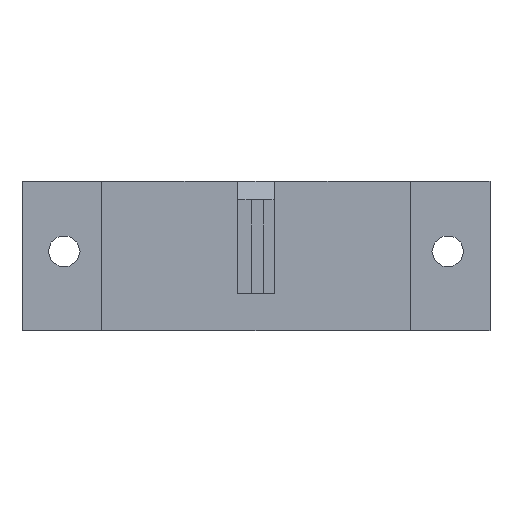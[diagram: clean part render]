
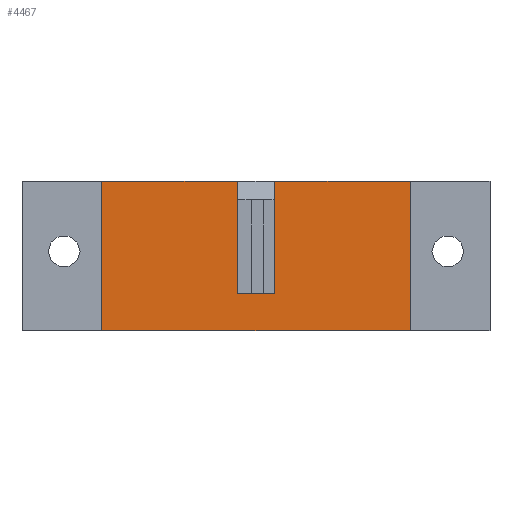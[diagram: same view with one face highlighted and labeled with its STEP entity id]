
A CAD part, front view. The second image highlights one B-rep face of the part: STEP entity #4467.
In plain terms, the highlighted planar face has unit normal (0, -1, 0).
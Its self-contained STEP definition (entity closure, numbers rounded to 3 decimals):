
#1547 = PLANE('',#1548);
#1548 = AXIS2_PLACEMENT_3D('',#1549,#1550,#1551);
#1549 = CARTESIAN_POINT('',(-41.5,0.,-1.));
#1550 = DIRECTION('',(1.,0.,0.));
#1551 = DIRECTION('',(0.,0.,1.));
#2139 = PLANE('',#2140);
#2140 = AXIS2_PLACEMENT_3D('',#2141,#2142,#2143);
#2141 = CARTESIAN_POINT('',(-41.5,0.,-1.));
#2142 = DIRECTION('',(0.,0.,1.));
#2143 = DIRECTION('',(1.,0.,0.));
#2177 = VERTEX_POINT('',#2178);
#2178 = CARTESIAN_POINT('',(-41.5,0.,15.));
#2194 = PLANE('',#2195);
#2195 = AXIS2_PLACEMENT_3D('',#2196,#2197,#2198);
#2196 = CARTESIAN_POINT('',(-41.5,0.,15.));
#2197 = DIRECTION('',(0.,0.,1.));
#2198 = DIRECTION('',(1.,0.,0.));
#2206 = EDGE_CURVE('',#2207,#2177,#2209,.T.);
#2207 = VERTEX_POINT('',#2208);
#2208 = CARTESIAN_POINT('',(-41.5,0.,-1.));
#2209 = SURFACE_CURVE('',#2210,(#2214,#2221),.PCURVE_S1.);
#2210 = LINE('',#2211,#2212);
#2211 = CARTESIAN_POINT('',(-41.5,0.,-1.));
#2212 = VECTOR('',#2213,1.);
#2213 = DIRECTION('',(0.,0.,1.));
#2214 = PCURVE('',#1547,#2215);
#2215 = DEFINITIONAL_REPRESENTATION('',(#2216),#2220);
#2216 = LINE('',#2217,#2218);
#2217 = CARTESIAN_POINT('',(0.,0.));
#2218 = VECTOR('',#2219,1.);
#2219 = DIRECTION('',(1.,0.));
#2220 = ( GEOMETRIC_REPRESENTATION_CONTEXT(2) 
PARAMETRIC_REPRESENTATION_CONTEXT() REPRESENTATION_CONTEXT('2D SPACE',''
  ) );
#2221 = PCURVE('',#2222,#2227);
#2222 = PLANE('',#2223);
#2223 = AXIS2_PLACEMENT_3D('',#2224,#2225,#2226);
#2224 = CARTESIAN_POINT('',(-41.5,0.,-1.));
#2225 = DIRECTION('',(0.,1.,0.));
#2226 = DIRECTION('',(0.,0.,1.));
#2227 = DEFINITIONAL_REPRESENTATION('',(#2228),#2232);
#2228 = LINE('',#2229,#2230);
#2229 = CARTESIAN_POINT('',(0.,0.));
#2230 = VECTOR('',#2231,1.);
#2231 = DIRECTION('',(1.,0.));
#2232 = ( GEOMETRIC_REPRESENTATION_CONTEXT(2) 
PARAMETRIC_REPRESENTATION_CONTEXT() REPRESENTATION_CONTEXT('2D SPACE',''
  ) );
#2451 = PLANE('',#2452);
#2452 = AXIS2_PLACEMENT_3D('',#2453,#2454,#2455);
#2453 = CARTESIAN_POINT('',(-8.5,0.,-1.));
#2454 = DIRECTION('',(1.,0.,0.));
#2455 = DIRECTION('',(0.,0.,1.));
#3597 = EDGE_CURVE('',#2207,#3598,#3600,.T.);
#3598 = VERTEX_POINT('',#3599);
#3599 = CARTESIAN_POINT('',(-8.5,0.,-1.));
#3600 = SURFACE_CURVE('',#3601,(#3605,#3612),.PCURVE_S1.);
#3601 = LINE('',#3602,#3603);
#3602 = CARTESIAN_POINT('',(-41.5,0.,-1.));
#3603 = VECTOR('',#3604,1.);
#3604 = DIRECTION('',(1.,0.,0.));
#3605 = PCURVE('',#2139,#3606);
#3606 = DEFINITIONAL_REPRESENTATION('',(#3607),#3611);
#3607 = LINE('',#3608,#3609);
#3608 = CARTESIAN_POINT('',(0.,0.));
#3609 = VECTOR('',#3610,1.);
#3610 = DIRECTION('',(1.,0.));
#3611 = ( GEOMETRIC_REPRESENTATION_CONTEXT(2) 
PARAMETRIC_REPRESENTATION_CONTEXT() REPRESENTATION_CONTEXT('2D SPACE',''
  ) );
#3612 = PCURVE('',#2222,#3613);
#3613 = DEFINITIONAL_REPRESENTATION('',(#3614),#3618);
#3614 = LINE('',#3615,#3616);
#3615 = CARTESIAN_POINT('',(0.,0.));
#3616 = VECTOR('',#3617,1.);
#3617 = DIRECTION('',(0.,1.));
#3618 = ( GEOMETRIC_REPRESENTATION_CONTEXT(2) 
PARAMETRIC_REPRESENTATION_CONTEXT() REPRESENTATION_CONTEXT('2D SPACE',''
  ) );
#3646 = EDGE_CURVE('',#2177,#3647,#3649,.T.);
#3647 = VERTEX_POINT('',#3648);
#3648 = CARTESIAN_POINT('',(-27.,0.,15.));
#3649 = SURFACE_CURVE('',#3650,(#3654,#3661),.PCURVE_S1.);
#3650 = LINE('',#3651,#3652);
#3651 = CARTESIAN_POINT('',(-41.5,0.,15.));
#3652 = VECTOR('',#3653,1.);
#3653 = DIRECTION('',(1.,0.,0.));
#3654 = PCURVE('',#2194,#3655);
#3655 = DEFINITIONAL_REPRESENTATION('',(#3656),#3660);
#3656 = LINE('',#3657,#3658);
#3657 = CARTESIAN_POINT('',(0.,0.));
#3658 = VECTOR('',#3659,1.);
#3659 = DIRECTION('',(1.,0.));
#3660 = ( GEOMETRIC_REPRESENTATION_CONTEXT(2) 
PARAMETRIC_REPRESENTATION_CONTEXT() REPRESENTATION_CONTEXT('2D SPACE',''
  ) );
#3661 = PCURVE('',#2222,#3662);
#3662 = DEFINITIONAL_REPRESENTATION('',(#3663),#3667);
#3663 = LINE('',#3664,#3665);
#3664 = CARTESIAN_POINT('',(16.,0.));
#3665 = VECTOR('',#3666,1.);
#3666 = DIRECTION('',(0.,1.));
#3667 = ( GEOMETRIC_REPRESENTATION_CONTEXT(2) 
PARAMETRIC_REPRESENTATION_CONTEXT() REPRESENTATION_CONTEXT('2D SPACE',''
  ) );
#3684 = PLANE('',#3685);
#3685 = AXIS2_PLACEMENT_3D('',#3686,#3687,#3688);
#3686 = CARTESIAN_POINT('',(-27.,-1.,3.));
#3687 = DIRECTION('',(1.,0.,0.));
#3688 = DIRECTION('',(0.,0.,1.));
#4467 = ADVANCED_FACE('',(#4468),#2222,.F.);
#4468 = FACE_BOUND('',#4469,.F.);
#4469 = EDGE_LOOP('',(#4470,#4493,#4494,#4495,#4496,#4517,#4543,#4569));
#4470 = ORIENTED_EDGE('',*,*,#4471,.F.);
#4471 = EDGE_CURVE('',#3598,#4472,#4474,.T.);
#4472 = VERTEX_POINT('',#4473);
#4473 = CARTESIAN_POINT('',(-8.5,0.,15.));
#4474 = SURFACE_CURVE('',#4475,(#4479,#4486),.PCURVE_S1.);
#4475 = LINE('',#4476,#4477);
#4476 = CARTESIAN_POINT('',(-8.5,0.,-1.));
#4477 = VECTOR('',#4478,1.);
#4478 = DIRECTION('',(0.,0.,1.));
#4479 = PCURVE('',#2222,#4480);
#4480 = DEFINITIONAL_REPRESENTATION('',(#4481),#4485);
#4481 = LINE('',#4482,#4483);
#4482 = CARTESIAN_POINT('',(0.,33.));
#4483 = VECTOR('',#4484,1.);
#4484 = DIRECTION('',(1.,0.));
#4485 = ( GEOMETRIC_REPRESENTATION_CONTEXT(2) 
PARAMETRIC_REPRESENTATION_CONTEXT() REPRESENTATION_CONTEXT('2D SPACE',''
  ) );
#4486 = PCURVE('',#2451,#4487);
#4487 = DEFINITIONAL_REPRESENTATION('',(#4488),#4492);
#4488 = LINE('',#4489,#4490);
#4489 = CARTESIAN_POINT('',(0.,0.));
#4490 = VECTOR('',#4491,1.);
#4491 = DIRECTION('',(1.,0.));
#4492 = ( GEOMETRIC_REPRESENTATION_CONTEXT(2) 
PARAMETRIC_REPRESENTATION_CONTEXT() REPRESENTATION_CONTEXT('2D SPACE',''
  ) );
#4493 = ORIENTED_EDGE('',*,*,#3597,.F.);
#4494 = ORIENTED_EDGE('',*,*,#2206,.T.);
#4495 = ORIENTED_EDGE('',*,*,#3646,.T.);
#4496 = ORIENTED_EDGE('',*,*,#4497,.T.);
#4497 = EDGE_CURVE('',#3647,#4498,#4500,.T.);
#4498 = VERTEX_POINT('',#4499);
#4499 = CARTESIAN_POINT('',(-27.,0.,3.));
#4500 = SURFACE_CURVE('',#4501,(#4505,#4511),.PCURVE_S1.);
#4501 = LINE('',#4502,#4503);
#4502 = CARTESIAN_POINT('',(-27.,0.,1.));
#4503 = VECTOR('',#4504,1.);
#4504 = DIRECTION('',(0.,0.,-1.));
#4505 = PCURVE('',#2222,#4506);
#4506 = DEFINITIONAL_REPRESENTATION('',(#4507),#4510);
#4507 = B_SPLINE_CURVE_WITH_KNOTS('',1,(#4508,#4509),.UNSPECIFIED.,.F.,
  .F.,(2,2),(-15.6,-0.5),.PIECEWISE_BEZIER_KNOTS.);
#4508 = CARTESIAN_POINT('',(17.6,14.5));
#4509 = CARTESIAN_POINT('',(2.5,14.5));
#4510 = ( GEOMETRIC_REPRESENTATION_CONTEXT(2) 
PARAMETRIC_REPRESENTATION_CONTEXT() REPRESENTATION_CONTEXT('2D SPACE',''
  ) );
#4511 = PCURVE('',#3684,#4512);
#4512 = DEFINITIONAL_REPRESENTATION('',(#4513),#4516);
#4513 = B_SPLINE_CURVE_WITH_KNOTS('',1,(#4514,#4515),.UNSPECIFIED.,.F.,
  .F.,(2,2),(-15.6,-0.5),.PIECEWISE_BEZIER_KNOTS.);
#4514 = CARTESIAN_POINT('',(13.6,-1.));
#4515 = CARTESIAN_POINT('',(-1.5,-1.));
#4516 = ( GEOMETRIC_REPRESENTATION_CONTEXT(2) 
PARAMETRIC_REPRESENTATION_CONTEXT() REPRESENTATION_CONTEXT('2D SPACE',''
  ) );
#4517 = ORIENTED_EDGE('',*,*,#4518,.T.);
#4518 = EDGE_CURVE('',#4498,#4519,#4521,.T.);
#4519 = VERTEX_POINT('',#4520);
#4520 = CARTESIAN_POINT('',(-23.,0.,3.));
#4521 = SURFACE_CURVE('',#4522,(#4526,#4532),.PCURVE_S1.);
#4522 = LINE('',#4523,#4524);
#4523 = CARTESIAN_POINT('',(-34.25,0.,3.));
#4524 = VECTOR('',#4525,1.);
#4525 = DIRECTION('',(1.,0.,0.));
#4526 = PCURVE('',#2222,#4527);
#4527 = DEFINITIONAL_REPRESENTATION('',(#4528),#4531);
#4528 = B_SPLINE_CURVE_WITH_KNOTS('',1,(#4529,#4530),.UNSPECIFIED.,.F.,
  .F.,(2,2),(6.85,11.65),.PIECEWISE_BEZIER_KNOTS.);
#4529 = CARTESIAN_POINT('',(4.,14.1));
#4530 = CARTESIAN_POINT('',(4.,18.9));
#4531 = ( GEOMETRIC_REPRESENTATION_CONTEXT(2) 
PARAMETRIC_REPRESENTATION_CONTEXT() REPRESENTATION_CONTEXT('2D SPACE',''
  ) );
#4532 = PCURVE('',#4533,#4538);
#4533 = PLANE('',#4534);
#4534 = AXIS2_PLACEMENT_3D('',#4535,#4536,#4537);
#4535 = CARTESIAN_POINT('',(-27.,-1.,3.));
#4536 = DIRECTION('',(0.,0.,1.));
#4537 = DIRECTION('',(1.,0.,0.));
#4538 = DEFINITIONAL_REPRESENTATION('',(#4539),#4542);
#4539 = B_SPLINE_CURVE_WITH_KNOTS('',1,(#4540,#4541),.UNSPECIFIED.,.F.,
  .F.,(2,2),(6.85,11.65),.PIECEWISE_BEZIER_KNOTS.);
#4540 = CARTESIAN_POINT('',(-0.4,1.));
#4541 = CARTESIAN_POINT('',(4.4,1.));
#4542 = ( GEOMETRIC_REPRESENTATION_CONTEXT(2) 
PARAMETRIC_REPRESENTATION_CONTEXT() REPRESENTATION_CONTEXT('2D SPACE',''
  ) );
#4543 = ORIENTED_EDGE('',*,*,#4544,.F.);
#4544 = EDGE_CURVE('',#4545,#4519,#4547,.T.);
#4545 = VERTEX_POINT('',#4546);
#4546 = CARTESIAN_POINT('',(-23.,0.,15.));
#4547 = SURFACE_CURVE('',#4548,(#4552,#4558),.PCURVE_S1.);
#4548 = LINE('',#4549,#4550);
#4549 = CARTESIAN_POINT('',(-23.,0.,1.));
#4550 = VECTOR('',#4551,1.);
#4551 = DIRECTION('',(0.,0.,-1.));
#4552 = PCURVE('',#2222,#4553);
#4553 = DEFINITIONAL_REPRESENTATION('',(#4554),#4557);
#4554 = B_SPLINE_CURVE_WITH_KNOTS('',1,(#4555,#4556),.UNSPECIFIED.,.F.,
  .F.,(2,2),(-15.6,-0.5),.PIECEWISE_BEZIER_KNOTS.);
#4555 = CARTESIAN_POINT('',(17.6,18.5));
#4556 = CARTESIAN_POINT('',(2.5,18.5));
#4557 = ( GEOMETRIC_REPRESENTATION_CONTEXT(2) 
PARAMETRIC_REPRESENTATION_CONTEXT() REPRESENTATION_CONTEXT('2D SPACE',''
  ) );
#4558 = PCURVE('',#4559,#4564);
#4559 = PLANE('',#4560);
#4560 = AXIS2_PLACEMENT_3D('',#4561,#4562,#4563);
#4561 = CARTESIAN_POINT('',(-23.,-1.,3.));
#4562 = DIRECTION('',(1.,0.,0.));
#4563 = DIRECTION('',(0.,0.,1.));
#4564 = DEFINITIONAL_REPRESENTATION('',(#4565),#4568);
#4565 = B_SPLINE_CURVE_WITH_KNOTS('',1,(#4566,#4567),.UNSPECIFIED.,.F.,
  .F.,(2,2),(-15.6,-0.5),.PIECEWISE_BEZIER_KNOTS.);
#4566 = CARTESIAN_POINT('',(13.6,-1.));
#4567 = CARTESIAN_POINT('',(-1.5,-1.));
#4568 = ( GEOMETRIC_REPRESENTATION_CONTEXT(2) 
PARAMETRIC_REPRESENTATION_CONTEXT() REPRESENTATION_CONTEXT('2D SPACE',''
  ) );
#4569 = ORIENTED_EDGE('',*,*,#4570,.T.);
#4570 = EDGE_CURVE('',#4545,#4472,#4571,.T.);
#4571 = SURFACE_CURVE('',#4572,(#4576,#4583),.PCURVE_S1.);
#4572 = LINE('',#4573,#4574);
#4573 = CARTESIAN_POINT('',(-41.5,0.,15.));
#4574 = VECTOR('',#4575,1.);
#4575 = DIRECTION('',(1.,0.,0.));
#4576 = PCURVE('',#2222,#4577);
#4577 = DEFINITIONAL_REPRESENTATION('',(#4578),#4582);
#4578 = LINE('',#4579,#4580);
#4579 = CARTESIAN_POINT('',(16.,0.));
#4580 = VECTOR('',#4581,1.);
#4581 = DIRECTION('',(0.,1.));
#4582 = ( GEOMETRIC_REPRESENTATION_CONTEXT(2) 
PARAMETRIC_REPRESENTATION_CONTEXT() REPRESENTATION_CONTEXT('2D SPACE',''
  ) );
#4583 = PCURVE('',#4584,#4589);
#4584 = PLANE('',#4585);
#4585 = AXIS2_PLACEMENT_3D('',#4586,#4587,#4588);
#4586 = CARTESIAN_POINT('',(-41.5,0.,15.));
#4587 = DIRECTION('',(0.,0.,1.));
#4588 = DIRECTION('',(1.,0.,0.));
#4589 = DEFINITIONAL_REPRESENTATION('',(#4590),#4594);
#4590 = LINE('',#4591,#4592);
#4591 = CARTESIAN_POINT('',(0.,0.));
#4592 = VECTOR('',#4593,1.);
#4593 = DIRECTION('',(1.,0.));
#4594 = ( GEOMETRIC_REPRESENTATION_CONTEXT(2) 
PARAMETRIC_REPRESENTATION_CONTEXT() REPRESENTATION_CONTEXT('2D SPACE',''
  ) );
